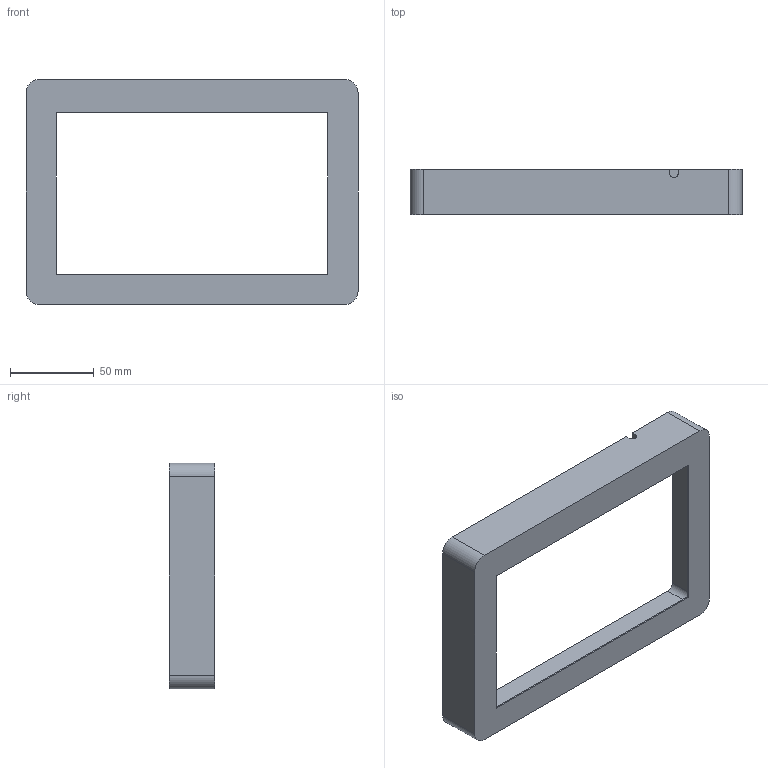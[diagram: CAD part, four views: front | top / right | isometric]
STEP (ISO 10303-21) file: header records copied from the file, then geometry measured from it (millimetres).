
FILE_DESCRIPTION(/* description */ (''),/* implementation_level */ '2;1');
FILE_NAME(/* name */ 'Front.step',/* time_stamp */ '2022-02-24T11:37:00-05:00',/* author */ (''),/* organization */ (''),/* preprocessor_version */ 'ST-DEVELOPER v18.1',/* originating_system */ 'Autodesk Translation Framework v10.13.0.1454',/* authorisation */ '');
FILE_SCHEMA (('AUTOMOTIVE_DESIGN { 1 0 10303 214 3 1 1 }'));
Length unit declared in the file: millimetre
Products named in the file (1): Front
Bounding box: 197.7 x 27 x 134.3 mm (x, y, z)
Volume: 81263.5 mm3; surface area: 56083.9 mm2
Topology: 1 solids, 1 shells, 35 faces, 96 edges, 64 vertices
Faces by surface type: plane 26, cylinder 9
Entity records: 1145 total; most frequent: CARTESIAN_POINT 196, ORIENTED_EDGE 192, DIRECTION 186, EDGE_CURVE 96, LINE 78, VECTOR 78, VERTEX_POINT 64, AXIS2_PLACEMENT_3D 54
